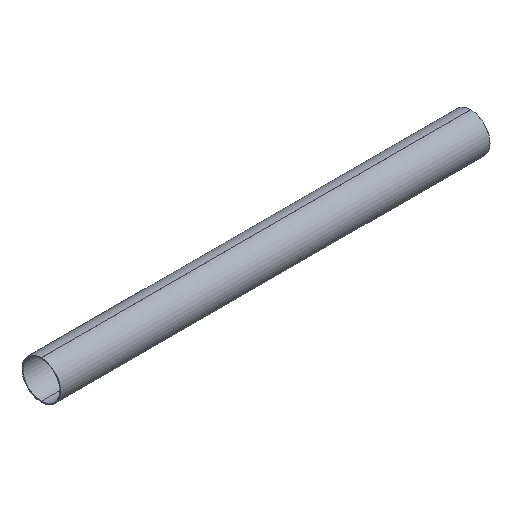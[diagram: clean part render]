
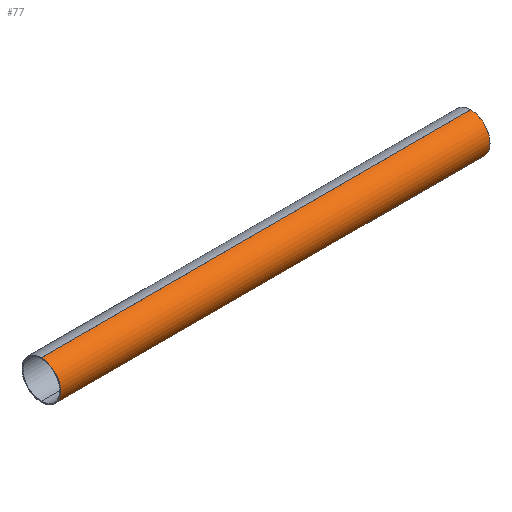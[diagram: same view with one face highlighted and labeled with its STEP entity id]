
A CAD part, isometric view. The second image highlights one B-rep face of the part: STEP entity #77.
In plain terms, the highlighted cylindrical face has radius 225 mm (diameter 450 mm), a partial arc.
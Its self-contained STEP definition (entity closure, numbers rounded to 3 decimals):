
#51 = EDGE_CURVE( '', #87, #97, #121, .T. );
#57 = EDGE_CURVE( '', #71, #73, #130, .T. );
#71 = VERTEX_POINT( '', #144 );
#73 = VERTEX_POINT( '', #146 );
#77 = ADVANCED_FACE( '', ( #151 ), #152, .T. );
#83 = EDGE_CURVE( '', #97, #71, #160, .T. );
#87 = VERTEX_POINT( '', #164 );
#93 = EDGE_CURVE( '', #73, #87, #171, .T. );
#97 = VERTEX_POINT( '', #175 );
#121 = CIRCLE( '', #190, 225. );
#130 = CIRCLE( '', #200, 225. );
#144 = CARTESIAN_POINT( '', ( 5000., 0., -225. ) );
#146 = CARTESIAN_POINT( '', ( 5000., 0., 225. ) );
#151 = FACE_OUTER_BOUND( '', #226, .T. );
#152 = CYLINDRICAL_SURFACE( '', #227, 225. );
#160 = LINE( '', #237, #238 );
#164 = CARTESIAN_POINT( '', ( 0., 0., 225. ) );
#171 = LINE( '', #249, #250 );
#175 = CARTESIAN_POINT( '', ( 0., 0., -225. ) );
#190 = AXIS2_PLACEMENT_3D( '', #266, #267, #268 );
#200 = AXIS2_PLACEMENT_3D( '', #285, #286, #287 );
#226 = EDGE_LOOP( '', ( #307, #308, #309, #310 ) );
#227 = AXIS2_PLACEMENT_3D( '', #311, #312, #313 );
#237 = CARTESIAN_POINT( '', ( 0., 0., -225. ) );
#238 = VECTOR( '', #325, 1. );
#249 = CARTESIAN_POINT( '', ( 0., 0., 225. ) );
#250 = VECTOR( '', #335, 1. );
#266 = CARTESIAN_POINT( '', ( 0., 0., 0. ) );
#267 = DIRECTION( '', ( 1., 0., 0. ) );
#268 = DIRECTION( '', ( 0., 0., -1. ) );
#285 = CARTESIAN_POINT( '', ( 5000., 0., 0. ) );
#286 = DIRECTION( '', ( -1., 0., 0. ) );
#287 = DIRECTION( '', ( 0., 0., -1. ) );
#307 = ORIENTED_EDGE( '', *, *, #83, .T. );
#308 = ORIENTED_EDGE( '', *, *, #57, .T. );
#309 = ORIENTED_EDGE( '', *, *, #93, .T. );
#310 = ORIENTED_EDGE( '', *, *, #51, .T. );
#311 = CARTESIAN_POINT( '', ( 0., 0., 0. ) );
#312 = DIRECTION( '', ( -1., 0., 0. ) );
#313 = DIRECTION( '', ( 0., 0., -1. ) );
#325 = DIRECTION( '', ( 1., 0., 0. ) );
#335 = DIRECTION( '', ( -1., 0., 0. ) );
